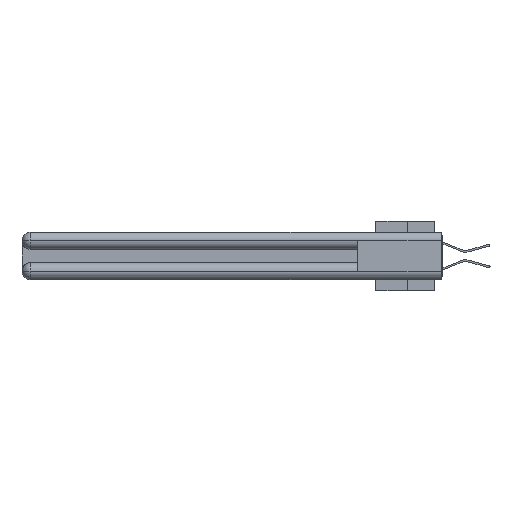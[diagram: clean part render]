
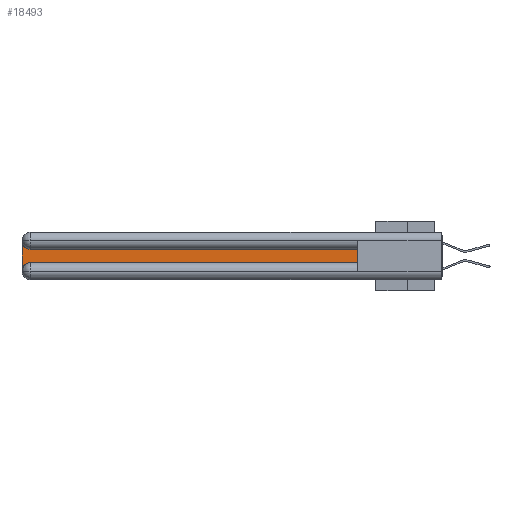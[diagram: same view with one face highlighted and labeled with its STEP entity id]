
A CAD part, left-side view. The second image highlights one B-rep face of the part: STEP entity #18493.
In plain terms, the highlighted planar face has unit normal (-1, 0, 0).
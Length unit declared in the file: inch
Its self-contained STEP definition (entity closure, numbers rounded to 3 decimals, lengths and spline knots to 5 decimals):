
#106 = CARTESIAN_POINT ( 'NONE',  ( 0.075, 3., -0.0625 ) ) ;
#683 = VERTEX_POINT ( 'NONE', #106 ) ;
#1011 = LINE ( 'NONE', #14242, #3358 ) ;
#1559 = ORIENTED_EDGE ( 'NONE', *, *, #22424, .T. ) ;
#1913 = DIRECTION ( 'NONE',  ( 1., 0., 0. ) ) ;
#2450 = VECTOR ( 'NONE', #23975, 39.37008 ) ;
#3173 = AXIS2_PLACEMENT_3D ( 'NONE', #24770, #1913, #9796 ) ;
#3358 = VECTOR ( 'NONE', #7064, 39.37008 ) ;
#4671 = VERTEX_POINT ( 'NONE', #16766 ) ;
#4976 = AXIS2_PLACEMENT_3D ( 'NONE', #14807, #7626, #30067 ) ;
#5252 = CARTESIAN_POINT ( 'NONE',  ( 0.075, 2.94, -0.0625 ) ) ;
#5558 = LINE ( 'NONE', #15701, #11042 ) ;
#7064 = DIRECTION ( 'NONE',  ( 0., 1., 0. ) ) ;
#7626 = DIRECTION ( 'NONE',  ( 1., 0., 0. ) ) ;
#8087 = AXIS2_PLACEMENT_3D ( 'NONE', #5252, #10375, #23013 ) ;
#8236 = ORIENTED_EDGE ( 'NONE', *, *, #19856, .T. ) ;
#8624 = DIRECTION ( 'NONE',  ( 0., -1., 0. ) ) ;
#9487 = CIRCLE ( 'NONE', #8087, 0.06 ) ;
#9796 = DIRECTION ( 'NONE',  ( 0., 0., -1. ) ) ;
#9895 = LINE ( 'NONE', #21357, #2450 ) ;
#9974 = CARTESIAN_POINT ( 'NONE',  ( 0.075, 3., -0.2775 ) ) ;
#10375 = DIRECTION ( 'NONE',  ( 1., 0., 0. ) ) ;
#11042 = VECTOR ( 'NONE', #8624, 39.37008 ) ;
#11358 = VERTEX_POINT ( 'NONE', #23304 ) ;
#11545 = VERTEX_POINT ( 'NONE', #29164 ) ;
#13375 = DIRECTION ( 'NONE',  ( 0., 0., -1. ) ) ;
#13432 = EDGE_CURVE ( 'NONE', #11358, #30641, #9895, .T. ) ;
#14042 = LINE ( 'NONE', #20404, #28966 ) ;
#14242 = CARTESIAN_POINT ( 'NONE',  ( 0.075, 0.6, -0.1225 ) ) ;
#14807 = CARTESIAN_POINT ( 'NONE',  ( 0.075, 2.94, -0.2775 ) ) ;
#15701 = CARTESIAN_POINT ( 'NONE',  ( 0.075, 0.6, -0.2175 ) ) ;
#15770 = EDGE_CURVE ( 'NONE', #683, #19202, #14042, .T. ) ;
#16495 = CIRCLE ( 'NONE', #4976, 0.06 ) ;
#16766 = CARTESIAN_POINT ( 'NONE',  ( 0.075, 2.94, -0.2175 ) ) ;
#18493 = ADVANCED_FACE ( 'NONE', ( #23625 ), #22215, .F. ) ;
#19202 = VERTEX_POINT ( 'NONE', #9974 ) ;
#19372 = CARTESIAN_POINT ( 'NONE',  ( 0.075, 0.6, -0.1225 ) ) ;
#19856 = EDGE_CURVE ( 'NONE', #11545, #683, #9487, .T. ) ;
#19922 = EDGE_CURVE ( 'NONE', #4671, #11358, #5558, .T. ) ;
#20404 = CARTESIAN_POINT ( 'NONE',  ( 0.075, 3., -0.2175 ) ) ;
#21357 = CARTESIAN_POINT ( 'NONE',  ( 0.075, 0.6, -0.2175 ) ) ;
#22215 = PLANE ( 'NONE',  #3173 ) ;
#22424 = EDGE_CURVE ( 'NONE', #19202, #4671, #16495, .T. ) ;
#23013 = DIRECTION ( 'NONE',  ( 0., 0., -1. ) ) ;
#23304 = CARTESIAN_POINT ( 'NONE',  ( 0.075, 0.6, -0.2175 ) ) ;
#23625 = FACE_OUTER_BOUND ( 'NONE', #30680, .T. ) ;
#23975 = DIRECTION ( 'NONE',  ( 0., 0., 1. ) ) ;
#24137 = ORIENTED_EDGE ( 'NONE', *, *, #31967, .T. ) ;
#24770 = CARTESIAN_POINT ( 'NONE',  ( 0.075, 3., -0.1225 ) ) ;
#28966 = VECTOR ( 'NONE', #13375, 39.37008 ) ;
#29164 = CARTESIAN_POINT ( 'NONE',  ( 0.075, 2.94, -0.1225 ) ) ;
#29283 = ORIENTED_EDGE ( 'NONE', *, *, #19922, .T. ) ;
#30067 = DIRECTION ( 'NONE',  ( 0., 0., -1. ) ) ;
#30480 = ORIENTED_EDGE ( 'NONE', *, *, #15770, .T. ) ;
#30641 = VERTEX_POINT ( 'NONE', #19372 ) ;
#30680 = EDGE_LOOP ( 'NONE', ( #24137, #8236, #30480, #1559, #29283, #31522 ) ) ;
#31522 = ORIENTED_EDGE ( 'NONE', *, *, #13432, .T. ) ;
#31967 = EDGE_CURVE ( 'NONE', #30641, #11545, #1011, .T. ) ;
